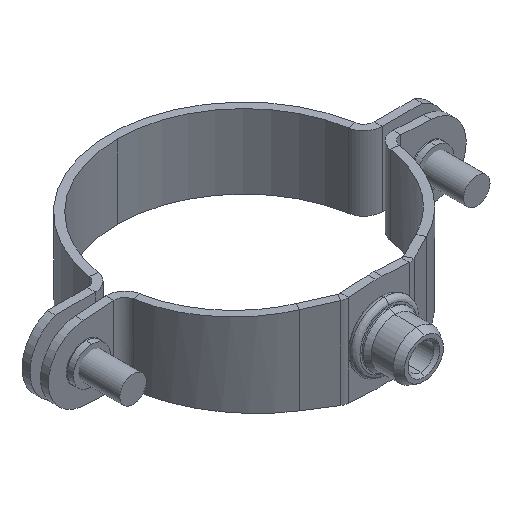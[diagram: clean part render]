
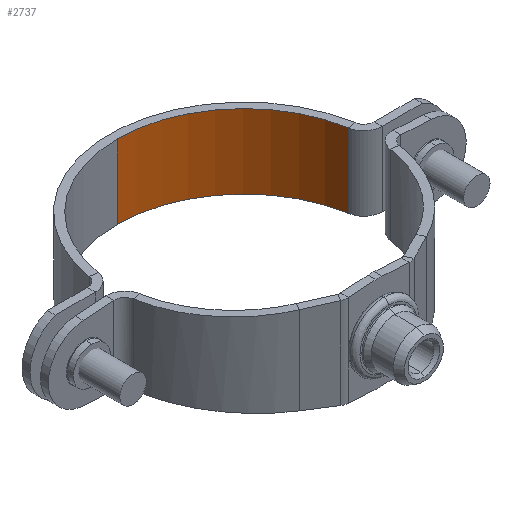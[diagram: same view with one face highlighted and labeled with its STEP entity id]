
A CAD part, isometric view. The second image highlights one B-rep face of the part: STEP entity #2737.
In plain terms, the highlighted cylindrical face has radius 24 mm (diameter 48 mm), a partial arc.
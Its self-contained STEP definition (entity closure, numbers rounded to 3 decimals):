
#193 = VERTEX_POINT ( 'NONE', #4104 ) ;
#219 = CARTESIAN_POINT ( 'NONE',  ( 0., 24., 7. ) ) ;
#545 = ORIENTED_EDGE ( 'NONE', *, *, #1039, .F. ) ;
#619 = EDGE_LOOP ( 'NONE', ( #545, #1449, #6784, #6820 ) ) ;
#639 = DIRECTION ( 'NONE',  ( -1., 0., 0. ) ) ;
#649 = VECTOR ( 'NONE', #4028, 1000. ) ;
#870 = CARTESIAN_POINT ( 'NONE',  ( 0., 0., -7. ) ) ;
#1039 = EDGE_CURVE ( 'NONE', #1455, #4507, #2100, .T. ) ;
#1086 = CYLINDRICAL_SURFACE ( 'NONE', #5860, 24. ) ;
#1254 = FACE_OUTER_BOUND ( 'NONE', #619, .T. ) ;
#1428 = DIRECTION ( 'NONE',  ( 1., 0., 0. ) ) ;
#1449 = ORIENTED_EDGE ( 'NONE', *, *, #4718, .T. ) ;
#1455 = VERTEX_POINT ( 'NONE', #4303 ) ;
#1528 = CARTESIAN_POINT ( 'NONE',  ( 0., 24., 7. ) ) ;
#2100 = LINE ( 'NONE', #219, #649 ) ;
#2268 = CARTESIAN_POINT ( 'NONE',  ( 0., 0., 7. ) ) ;
#2606 = CARTESIAN_POINT ( 'NONE',  ( 23.676, 3.927, 7. ) ) ;
#2737 = ADVANCED_FACE ( 'NONE', ( #1254 ), #1086, .F. ) ;
#3156 = CARTESIAN_POINT ( 'NONE',  ( 0., 0., 7. ) ) ;
#3388 = VERTEX_POINT ( 'NONE', #3539 ) ;
#3539 = CARTESIAN_POINT ( 'NONE',  ( 23.676, 3.927, 7. ) ) ;
#3702 = DIRECTION ( 'NONE',  ( 1., 0., 0. ) ) ;
#3816 = LINE ( 'NONE', #2606, #6495 ) ;
#4028 = DIRECTION ( 'NONE',  ( 0., 0., 1. ) ) ;
#4104 = CARTESIAN_POINT ( 'NONE',  ( 23.676, 3.927, -7. ) ) ;
#4303 = CARTESIAN_POINT ( 'NONE',  ( 0., 24., -7. ) ) ;
#4442 = DIRECTION ( 'NONE',  ( 0., 0., -1. ) ) ;
#4507 = VERTEX_POINT ( 'NONE', #1528 ) ;
#4665 = DIRECTION ( 'NONE',  ( 0., 0., -1. ) ) ;
#4718 = EDGE_CURVE ( 'NONE', #1455, #193, #5735, .T. ) ;
#4758 = DIRECTION ( 'NONE',  ( 0., 0., -1. ) ) ;
#4794 = EDGE_CURVE ( 'NONE', #4507, #3388, #6306, .T. ) ;
#5040 = AXIS2_PLACEMENT_3D ( 'NONE', #3156, #6943, #3702 ) ;
#5735 = CIRCLE ( 'NONE', #6239, 24. ) ;
#5860 = AXIS2_PLACEMENT_3D ( 'NONE', #2268, #4442, #639 ) ;
#6239 = AXIS2_PLACEMENT_3D ( 'NONE', #870, #4665, #1428 ) ;
#6306 = CIRCLE ( 'NONE', #5040, 24. ) ;
#6495 = VECTOR ( 'NONE', #4758, 1000. ) ;
#6622 = EDGE_CURVE ( 'NONE', #3388, #193, #3816, .T. ) ;
#6784 = ORIENTED_EDGE ( 'NONE', *, *, #6622, .F. ) ;
#6820 = ORIENTED_EDGE ( 'NONE', *, *, #4794, .F. ) ;
#6943 = DIRECTION ( 'NONE',  ( 0., 0., -1. ) ) ;
